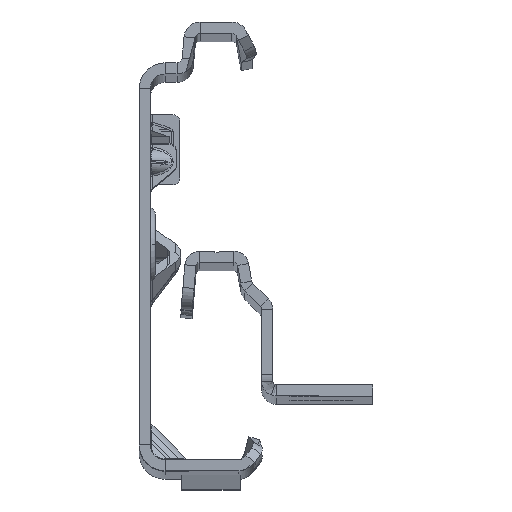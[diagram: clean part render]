
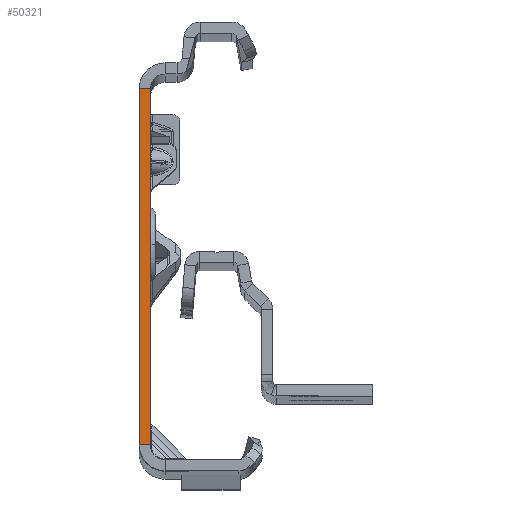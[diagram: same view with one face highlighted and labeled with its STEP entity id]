
A CAD part, top view. The second image highlights one B-rep face of the part: STEP entity #50321.
In plain terms, the highlighted planar face has unit normal (0, 0, 1).
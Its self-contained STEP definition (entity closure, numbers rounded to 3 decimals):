
#173 = ORIENTED_EDGE ( 'NONE', *, *, #31281, .T. ) ;
#1201 = DIRECTION ( 'NONE',  ( 0., -1., 0. ) ) ;
#4940 = DIRECTION ( 'NONE',  ( 1., 0., 0. ) ) ;
#5608 = CARTESIAN_POINT ( 'NONE',  ( 0., -25.865, 0. ) ) ;
#5733 = LINE ( 'NONE', #27199, #38298 ) ;
#6119 = LINE ( 'NONE', #23355, #25659 ) ;
#6351 = ORIENTED_EDGE ( 'NONE', *, *, #8201, .T. ) ;
#7858 = VECTOR ( 'NONE', #31821, 1000. ) ;
#7893 = CARTESIAN_POINT ( 'NONE',  ( -1.5, 22.135, 0. ) ) ;
#8201 = EDGE_CURVE ( 'NONE', #28774, #21915, #5733, .T. ) ;
#10247 = DIRECTION ( 'NONE',  ( 0., 0., 1. ) ) ;
#12897 = ORIENTED_EDGE ( 'NONE', *, *, #50686, .F. ) ;
#12994 = CARTESIAN_POINT ( 'NONE',  ( 0., -25.865, 0. ) ) ;
#14654 = VECTOR ( 'NONE', #1201, 1000. ) ;
#18591 = FACE_OUTER_BOUND ( 'NONE', #25597, .T. ) ;
#19273 = CARTESIAN_POINT ( 'NONE',  ( 0., 22.135, 0. ) ) ;
#21915 = VERTEX_POINT ( 'NONE', #39037 ) ;
#23355 = CARTESIAN_POINT ( 'NONE',  ( 0., 22.135, 0. ) ) ;
#23618 = DIRECTION ( 'NONE',  ( -1., 0., 0. ) ) ;
#23771 = DIRECTION ( 'NONE',  ( 0., -1., 0. ) ) ;
#24372 = EDGE_CURVE ( 'NONE', #44538, #21915, #26498, .T. ) ;
#25597 = EDGE_LOOP ( 'NONE', ( #12897, #173, #6351, #32468 ) ) ;
#25659 = VECTOR ( 'NONE', #23618, 1000. ) ;
#26498 = LINE ( 'NONE', #5608, #7858 ) ;
#27199 = CARTESIAN_POINT ( 'NONE',  ( -1.5, -27.865, 0. ) ) ;
#27398 = CARTESIAN_POINT ( 'NONE',  ( 0., -27.865, 0. ) ) ;
#28774 = VERTEX_POINT ( 'NONE', #7893 ) ;
#31281 = EDGE_CURVE ( 'NONE', #42107, #28774, #6119, .T. ) ;
#31446 = CARTESIAN_POINT ( 'NONE',  ( -1.5, -27.865, 0. ) ) ;
#31821 = DIRECTION ( 'NONE',  ( -1., 0., 0. ) ) ;
#32468 = ORIENTED_EDGE ( 'NONE', *, *, #24372, .F. ) ;
#36102 = LINE ( 'NONE', #27398, #14654 ) ;
#38298 = VECTOR ( 'NONE', #23771, 1000. ) ;
#39037 = CARTESIAN_POINT ( 'NONE',  ( -1.5, -25.865, 0. ) ) ;
#42107 = VERTEX_POINT ( 'NONE', #19273 ) ;
#44538 = VERTEX_POINT ( 'NONE', #12994 ) ;
#50321 = ADVANCED_FACE ( 'NONE', ( #18591 ), #52726, .T. ) ;
#50686 = EDGE_CURVE ( 'NONE', #42107, #44538, #36102, .T. ) ;
#52726 = PLANE ( 'NONE',  #53031 ) ;
#53031 = AXIS2_PLACEMENT_3D ( 'NONE', #31446, #10247, #4940 ) ;
